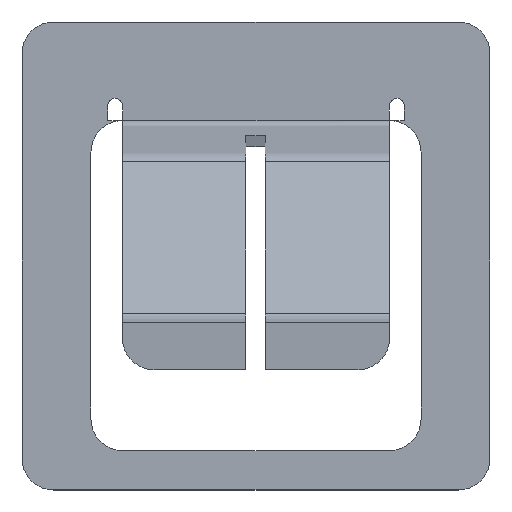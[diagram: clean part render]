
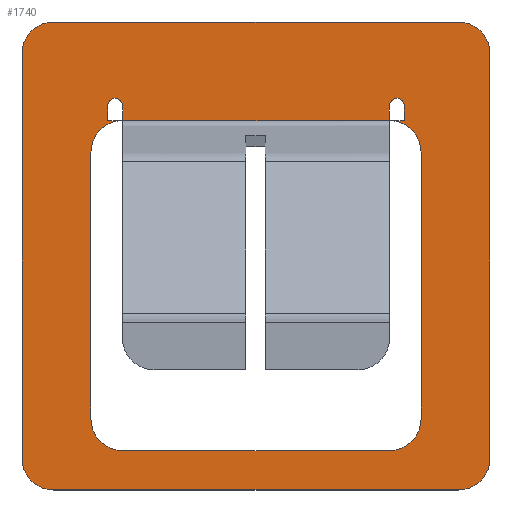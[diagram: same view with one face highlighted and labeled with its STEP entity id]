
A CAD part, top view. The second image highlights one B-rep face of the part: STEP entity #1740.
In plain terms, the highlighted planar face has unit normal (0, 0, 1).
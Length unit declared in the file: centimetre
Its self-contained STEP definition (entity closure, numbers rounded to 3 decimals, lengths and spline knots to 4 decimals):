
#691=CARTESIAN_POINT('',(-0.3442,0.3493,0.0305));
#692=VERTEX_POINT('',#691);
#700=CARTESIAN_POINT('',(-0.3442,0.3874,0.0305));
#701=VERTEX_POINT('',#700);
#702=CARTESIAN_POINT('',(-0.3442,12345.1842,0.0305));
#703=DIRECTION('',(0.,-1.,0.));
#704=VECTOR('',#703,24690.);
#705=LINE('',#702,#704);
#706=EDGE_CURVE('',#701,#692,#705,.T.);
#923=CARTESIAN_POINT('',(0.3442,0.3493,0.0305));
#924=VERTEX_POINT('',#923);
#932=CARTESIAN_POINT('',(12345.4255,0.3493,0.0305));
#933=DIRECTION('',(-1.,0.,0.));
#934=VECTOR('',#933,24690.);
#935=LINE('',#932,#934);
#936=EDGE_CURVE('',#924,#692,#935,.T.);
#973=CARTESIAN_POINT('',(0.3442,0.3493,0.0305));
#974=VERTEX_POINT('',#973);
#983=CARTESIAN_POINT('',(0.3823,0.3493,0.0305));
#984=VERTEX_POINT('',#983);
#985=CARTESIAN_POINT('',(12345.1816,0.3493,0.0305));
#986=DIRECTION('',(-1.,0.,0.));
#987=VECTOR('',#986,24690.);
#988=LINE('',#985,#987);
#989=EDGE_CURVE('',#984,#974,#988,.T.);
#1028=CARTESIAN_POINT('',(0.3442,0.3874,0.0305));
#1029=VERTEX_POINT('',#1028);
#1036=CARTESIAN_POINT('',(0.3442,-12344.8159,0.0305));
#1037=DIRECTION('',(0.,1.,-0.));
#1038=VECTOR('',#1037,24690.);
#1039=LINE('',#1036,#1038);
#1040=EDGE_CURVE('',#924,#1029,#1039,.T.);
#1056=CARTESIAN_POINT('',(0.3823,0.3874,0.0305));
#1057=VERTEX_POINT('',#1056);
#1058=CARTESIAN_POINT('',(0.3632,0.3874,0.0305));
#1059=DIRECTION('',(-0.,0.,-1.));
#1060=DIRECTION('',(0.,1.,0.));
#1061=AXIS2_PLACEMENT_3D('',#1058,#1059,#1060);
#1062=CIRCLE('',#1061,0.0191);
#1063=EDGE_CURVE('',#1029,#1057,#1062,.T.);
#1089=CARTESIAN_POINT('',(0.3823,12345.1842,0.0305));
#1090=DIRECTION('',(0.,-1.,0.));
#1091=VECTOR('',#1090,24690.);
#1092=LINE('',#1089,#1091);
#1093=EDGE_CURVE('',#1057,#984,#1092,.T.);
#1113=CARTESIAN_POINT('',(-0.3442,0.3493,0.0305));
#1114=VERTEX_POINT('',#1113);
#1129=CARTESIAN_POINT('',(-0.3823,0.3493,0.0305));
#1130=VERTEX_POINT('',#1129);
#1137=CARTESIAN_POINT('',(12344.8184,0.3493,0.0305));
#1138=DIRECTION('',(-1.,0.,0.));
#1139=VECTOR('',#1138,24690.);
#1140=LINE('',#1137,#1139);
#1141=EDGE_CURVE('',#1114,#1130,#1140,.T.);
#1151=CARTESIAN_POINT('',(-0.3823,0.3874,0.0305));
#1152=VERTEX_POINT('',#1151);
#1153=CARTESIAN_POINT('',(-0.3823,-12344.8159,0.0305));
#1154=DIRECTION('',(0.,1.,-0.));
#1155=VECTOR('',#1154,24690.);
#1156=LINE('',#1153,#1155);
#1157=EDGE_CURVE('',#1130,#1152,#1156,.T.);
#1182=CARTESIAN_POINT('',(-0.3632,0.3874,0.0305));
#1183=DIRECTION('',(-0.,0.,-1.));
#1184=DIRECTION('',(0.,1.,0.));
#1185=AXIS2_PLACEMENT_3D('',#1182,#1183,#1184);
#1186=CIRCLE('',#1185,0.0191);
#1187=EDGE_CURVE('',#1152,#701,#1186,.T.);
#1351=CARTESIAN_POINT('',(-0.522,-0.6033,0.0305));
#1352=VERTEX_POINT('',#1351);
#1353=CARTESIAN_POINT('',(-0.6033,-0.522,0.0305));
#1354=VERTEX_POINT('',#1353);
#1355=CARTESIAN_POINT('',(-0.522,-0.522,0.0305));
#1356=DIRECTION('',(-0.,0.,-1.));
#1357=DIRECTION('',(-0.707,-0.707,0.));
#1358=AXIS2_PLACEMENT_3D('',#1355,#1356,#1357);
#1359=CIRCLE('',#1358,0.0813);
#1360=EDGE_CURVE('',#1352,#1354,#1359,.T.);
#1384=CARTESIAN_POINT('',(-0.6033,0.522,0.0305));
#1385=VERTEX_POINT('',#1384);
#1386=CARTESIAN_POINT('',(-0.6033,-12344.3968,0.0305));
#1387=DIRECTION('',(0.,1.,0.));
#1388=VECTOR('',#1387,24690.);
#1389=LINE('',#1386,#1388);
#1390=EDGE_CURVE('',#1354,#1385,#1389,.T.);
#1407=CARTESIAN_POINT('',(-0.522,0.6033,0.0305));
#1408=VERTEX_POINT('',#1407);
#1409=CARTESIAN_POINT('',(-0.522,0.522,0.0305));
#1410=DIRECTION('',(0.,0.,-1.));
#1411=DIRECTION('',(-0.707,0.707,0.));
#1412=AXIS2_PLACEMENT_3D('',#1409,#1410,#1411);
#1413=CIRCLE('',#1412,0.0813);
#1414=EDGE_CURVE('',#1385,#1408,#1413,.T.);
#1432=CARTESIAN_POINT('',(0.6033,-0.522,0.0305));
#1433=VERTEX_POINT('',#1432);
#1434=CARTESIAN_POINT('',(0.522,-0.6033,0.0305));
#1435=VERTEX_POINT('',#1434);
#1436=CARTESIAN_POINT('',(0.522,-0.522,0.0305));
#1437=DIRECTION('',(0.,-0.,-1.));
#1438=DIRECTION('',(0.707,-0.707,0.));
#1439=AXIS2_PLACEMENT_3D('',#1436,#1437,#1438);
#1440=CIRCLE('',#1439,0.0813);
#1441=EDGE_CURVE('',#1433,#1435,#1440,.T.);
#1466=CARTESIAN_POINT('',(0.6033,0.522,0.0305));
#1467=VERTEX_POINT('',#1466);
#1474=CARTESIAN_POINT('',(0.6033,12344.3968,0.0305));
#1475=DIRECTION('',(0.,-1.,0.));
#1476=VECTOR('',#1475,24690.);
#1477=LINE('',#1474,#1476);
#1478=EDGE_CURVE('',#1467,#1433,#1477,.T.);
#1488=CARTESIAN_POINT('',(0.522,0.6033,0.0305));
#1489=VERTEX_POINT('',#1488);
#1490=CARTESIAN_POINT('',(0.522,0.522,0.0305));
#1491=DIRECTION('',(0.,0.,-1.));
#1492=DIRECTION('',(0.707,0.707,0.));
#1493=AXIS2_PLACEMENT_3D('',#1490,#1491,#1492);
#1494=CIRCLE('',#1493,0.0813);
#1495=EDGE_CURVE('',#1489,#1467,#1494,.T.);
#1514=CARTESIAN_POINT('',(0.4255,0.268,0.0305));
#1515=VERTEX_POINT('',#1514);
#1522=CARTESIAN_POINT('',(0.3442,0.268,0.0305));
#1523=DIRECTION('',(0.,-0.,1.));
#1524=DIRECTION('',(0.707,0.707,0.));
#1525=AXIS2_PLACEMENT_3D('',#1522,#1523,#1524);
#1526=CIRCLE('',#1525,0.0813);
#1527=EDGE_CURVE('',#1515,#974,#1526,.T.);
#1540=CARTESIAN_POINT('',(0.4255,-0.4204,0.0305));
#1541=VERTEX_POINT('',#1540);
#1548=CARTESIAN_POINT('',(0.4255,-12345.5017,0.0305));
#1549=DIRECTION('',(0.,1.,0.));
#1550=VECTOR('',#1549,24690.);
#1551=LINE('',#1548,#1550);
#1552=EDGE_CURVE('',#1541,#1515,#1551,.T.);
#1564=CARTESIAN_POINT('',(-0.4255,0.268,0.0305));
#1565=VERTEX_POINT('',#1564);
#1566=CARTESIAN_POINT('',(-0.3442,0.268,0.0305));
#1567=DIRECTION('',(0.,0.,1.));
#1568=DIRECTION('',(-0.707,0.707,0.));
#1569=AXIS2_PLACEMENT_3D('',#1566,#1567,#1568);
#1570=CIRCLE('',#1569,0.0813);
#1571=EDGE_CURVE('',#1114,#1565,#1570,.T.);
#1588=CARTESIAN_POINT('',(-0.4255,-0.4204,0.0305));
#1589=VERTEX_POINT('',#1588);
#1596=CARTESIAN_POINT('',(-0.3442,-0.5017,0.0305));
#1597=VERTEX_POINT('',#1596);
#1598=CARTESIAN_POINT('',(-0.3442,-0.4204,0.0305));
#1599=DIRECTION('',(0.,0.,1.));
#1600=DIRECTION('',(-0.707,-0.707,0.));
#1601=AXIS2_PLACEMENT_3D('',#1598,#1599,#1600);
#1602=CIRCLE('',#1601,0.0813);
#1603=EDGE_CURVE('',#1589,#1597,#1602,.T.);
#1620=CARTESIAN_POINT('',(-0.4255,12345.3493,0.0305));
#1621=DIRECTION('',(0.,-1.,0.));
#1622=VECTOR('',#1621,24690.);
#1623=LINE('',#1620,#1622);
#1624=EDGE_CURVE('',#1565,#1589,#1623,.T.);
#1637=CARTESIAN_POINT('',(0.3442,-0.5017,0.0305));
#1638=VERTEX_POINT('',#1637);
#1645=CARTESIAN_POINT('',(0.3442,-0.4204,0.0305));
#1646=DIRECTION('',(0.,0.,1.));
#1647=DIRECTION('',(0.707,-0.707,0.));
#1648=AXIS2_PLACEMENT_3D('',#1645,#1646,#1647);
#1649=CIRCLE('',#1648,0.0813);
#1650=EDGE_CURVE('',#1638,#1541,#1649,.T.);
#1662=CARTESIAN_POINT('',(-12345.4255,-0.5017,0.0305));
#1663=DIRECTION('',(1.,0.,-0.));
#1664=VECTOR('',#1663,24690.);
#1665=LINE('',#1662,#1664);
#1666=EDGE_CURVE('',#1597,#1638,#1665,.T.);
#1679=CARTESIAN_POINT('',(-12344.3968,0.6033,0.0305));
#1680=DIRECTION('',(1.,0.,-0.));
#1681=VECTOR('',#1680,24690.);
#1682=LINE('',#1679,#1681);
#1683=EDGE_CURVE('',#1408,#1489,#1682,.T.);
#1698=CARTESIAN_POINT('',(12344.3968,-0.6033,0.0305));
#1699=DIRECTION('',(-1.,-0.,0.));
#1700=VECTOR('',#1699,24690.);
#1701=LINE('',#1698,#1700);
#1702=EDGE_CURVE('',#1435,#1352,#1701,.T.);
#1707=CARTESIAN_POINT('',(-0.,0.,0.0305));
#1708=DIRECTION('',(0.,0.,1.));
#1709=DIRECTION('',(1.,0.,0.));
#1710=AXIS2_PLACEMENT_3D('',#1707,#1708,#1709);
#1711=PLANE('',#1710);
#1712=ORIENTED_EDGE('',*,*,#989,.T.);
#1713=ORIENTED_EDGE('',*,*,#1527,.F.);
#1714=ORIENTED_EDGE('',*,*,#1552,.F.);
#1715=ORIENTED_EDGE('',*,*,#1650,.F.);
#1716=ORIENTED_EDGE('',*,*,#1666,.F.);
#1717=ORIENTED_EDGE('',*,*,#1603,.F.);
#1718=ORIENTED_EDGE('',*,*,#1624,.F.);
#1719=ORIENTED_EDGE('',*,*,#1571,.F.);
#1720=ORIENTED_EDGE('',*,*,#1141,.T.);
#1721=ORIENTED_EDGE('',*,*,#1157,.T.);
#1722=ORIENTED_EDGE('',*,*,#1187,.T.);
#1723=ORIENTED_EDGE('',*,*,#706,.T.);
#1724=ORIENTED_EDGE('',*,*,#936,.F.);
#1725=ORIENTED_EDGE('',*,*,#1040,.T.);
#1726=ORIENTED_EDGE('',*,*,#1063,.T.);
#1727=ORIENTED_EDGE('',*,*,#1093,.T.);
#1728=EDGE_LOOP('',(#1712,#1713,#1714,#1715,#1716,#1717,#1718,#1719,#1720,#1721,#1722,#1723,#1724,#1725,#1726,#1727));
#1729=FACE_BOUND('',#1728,.T.);
#1730=ORIENTED_EDGE('',*,*,#1360,.F.);
#1731=ORIENTED_EDGE('',*,*,#1702,.F.);
#1732=ORIENTED_EDGE('',*,*,#1441,.F.);
#1733=ORIENTED_EDGE('',*,*,#1478,.F.);
#1734=ORIENTED_EDGE('',*,*,#1495,.F.);
#1735=ORIENTED_EDGE('',*,*,#1683,.F.);
#1736=ORIENTED_EDGE('',*,*,#1414,.F.);
#1737=ORIENTED_EDGE('',*,*,#1390,.F.);
#1738=EDGE_LOOP('',(#1730,#1731,#1732,#1733,#1734,#1735,#1736,#1737));
#1739=FACE_BOUND('',#1738,.T.);
#1740=ADVANCED_FACE('',(#1729,#1739),#1711,.T.);
